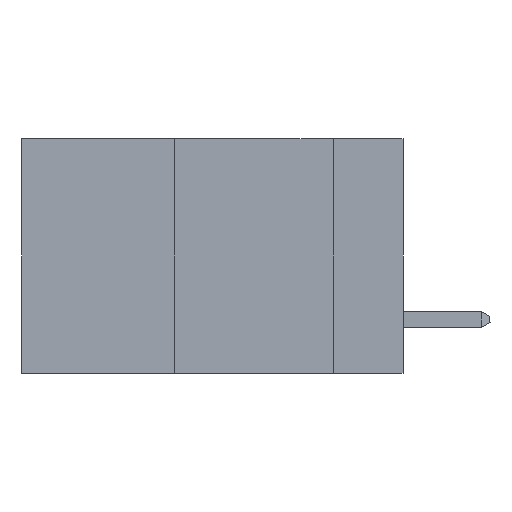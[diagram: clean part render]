
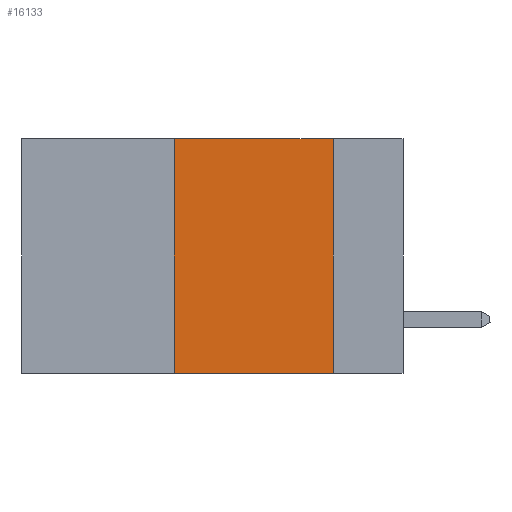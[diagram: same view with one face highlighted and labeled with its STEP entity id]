
A CAD part, left-side view. The second image highlights one B-rep face of the part: STEP entity #16133.
In plain terms, the highlighted planar face has unit normal (-1, 0, 0).
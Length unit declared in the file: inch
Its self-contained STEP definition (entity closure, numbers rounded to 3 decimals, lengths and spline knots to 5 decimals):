
#3108 = CARTESIAN_POINT ( 'NONE',  ( 0., 0.36, 0. ) ) ;
#3166 = CARTESIAN_POINT ( 'NONE',  ( 0., 0.11, 0. ) ) ;
#3850 = VECTOR ( 'NONE', #5101, 39.37008 ) ;
#4751 = DIRECTION ( 'NONE',  ( 0., -1., 0. ) ) ;
#5101 = DIRECTION ( 'NONE',  ( 0., 0., -1. ) ) ;
#5772 = VERTEX_POINT ( 'NONE', #7197 ) ;
#5933 = EDGE_CURVE ( 'NONE', #5772, #15217, #20212, .T. ) ;
#6928 = DIRECTION ( 'NONE',  ( 1., 0., 0. ) ) ;
#7197 = CARTESIAN_POINT ( 'NONE',  ( 0., 0.36, 0. ) ) ;
#7674 = ORIENTED_EDGE ( 'NONE', *, *, #18297, .F. ) ;
#7985 = VECTOR ( 'NONE', #22552, 39.37008 ) ;
#8665 = CARTESIAN_POINT ( 'NONE',  ( 0., 0.36, -0.37 ) ) ;
#8782 = CARTESIAN_POINT ( 'NONE',  ( 0., 0.6, 0. ) ) ;
#8962 = VECTOR ( 'NONE', #4751, 39.37008 ) ;
#9834 = LINE ( 'NONE', #18811, #8962 ) ;
#11287 = VERTEX_POINT ( 'NONE', #17789 ) ;
#11625 = FACE_OUTER_BOUND ( 'NONE', #19991, .T. ) ;
#12560 = AXIS2_PLACEMENT_3D ( 'NONE', #8782, #6928, #22396 ) ;
#13090 = ORIENTED_EDGE ( 'NONE', *, *, #14294, .F. ) ;
#13282 = VERTEX_POINT ( 'NONE', #8665 ) ;
#14294 = EDGE_CURVE ( 'NONE', #15217, #11287, #19226, .T. ) ;
#15027 = CARTESIAN_POINT ( 'NONE',  ( 0., 0.6, 0. ) ) ;
#15217 = VERTEX_POINT ( 'NONE', #23812 ) ;
#15256 = LINE ( 'NONE', #3108, #7985 ) ;
#16133 = ADVANCED_FACE ( 'NONE', ( #11625 ), #18260, .F. ) ;
#17789 = CARTESIAN_POINT ( 'NONE',  ( 0., 0.11, -0.37 ) ) ;
#17906 = DIRECTION ( 'NONE',  ( 0., -1., 0. ) ) ;
#18128 = ORIENTED_EDGE ( 'NONE', *, *, #5933, .F. ) ;
#18260 = PLANE ( 'NONE',  #12560 ) ;
#18297 = EDGE_CURVE ( 'NONE', #13282, #5772, #15256, .T. ) ;
#18811 = CARTESIAN_POINT ( 'NONE',  ( 0., 0.6, -0.37 ) ) ;
#19174 = ORIENTED_EDGE ( 'NONE', *, *, #24900, .T. ) ;
#19226 = LINE ( 'NONE', #3166, #3850 ) ;
#19991 = EDGE_LOOP ( 'NONE', ( #13090, #18128, #7674, #19174 ) ) ;
#20212 = LINE ( 'NONE', #15027, #21396 ) ;
#21396 = VECTOR ( 'NONE', #17906, 39.37008 ) ;
#22396 = DIRECTION ( 'NONE',  ( 0., 0., -1. ) ) ;
#22552 = DIRECTION ( 'NONE',  ( 0., 0., 1. ) ) ;
#23812 = CARTESIAN_POINT ( 'NONE',  ( 0., 0.11, 0. ) ) ;
#24900 = EDGE_CURVE ( 'NONE', #13282, #11287, #9834, .T. ) ;
